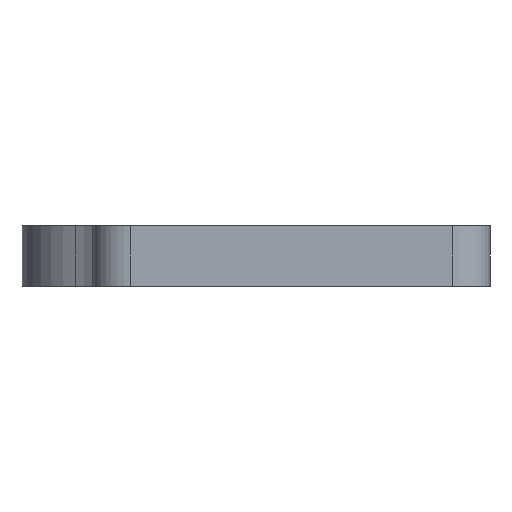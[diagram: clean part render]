
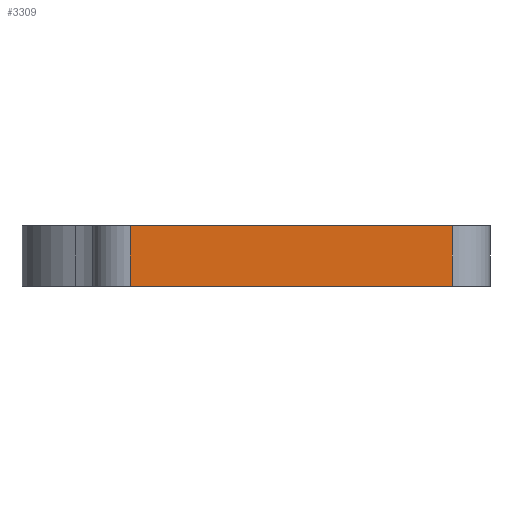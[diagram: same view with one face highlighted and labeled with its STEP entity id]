
A CAD part, front view. The second image highlights one B-rep face of the part: STEP entity #3309.
In plain terms, the highlighted planar face has unit normal (0, -1, 0).
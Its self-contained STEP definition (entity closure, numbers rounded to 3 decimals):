
#426=LINE('',#7573,#710);
#429=LINE('',#7585,#713);
#486=LINE('',#7891,#770);
#491=LINE('',#7899,#775);
#710=VECTOR('',#3954,6.35);
#713=VECTOR('',#3965,6.35);
#770=VECTOR('',#4300,34.);
#775=VECTOR('',#4309,34.);
#949=FACE_OUTER_BOUND('',#1137,.T.);
#1137=EDGE_LOOP('',(#2884,#2885,#2886,#2887));
#1494=VERTEX_POINT('',#7569);
#1496=VERTEX_POINT('',#7572);
#1499=VERTEX_POINT('',#7579);
#1501=VERTEX_POINT('',#7583);
#1920=EDGE_CURVE('',#1496,#1494,#426,.F.);
#1926=EDGE_CURVE('',#1499,#1501,#429,.T.);
#2080=EDGE_CURVE('',#1494,#1499,#486,.T.);
#2086=EDGE_CURVE('',#1496,#1501,#491,.T.);
#2884=ORIENTED_EDGE('',*,*,#2080,.T.);
#2885=ORIENTED_EDGE('',*,*,#1926,.T.);
#2886=ORIENTED_EDGE('',*,*,#2086,.F.);
#2887=ORIENTED_EDGE('',*,*,#1920,.T.);
#3144=PLANE('',#3564);
#3309=ADVANCED_FACE('',(#949),#3144,.T.);
#3564=AXIS2_PLACEMENT_3D('',#7898,#4307,#4308);
#3954=DIRECTION('',(0.,0.,-1.));
#3965=DIRECTION('',(0.,0.,-1.));
#4300=DIRECTION('',(-1.,0.,0.));
#4307=DIRECTION('center_axis',(0.,-1.,0.));
#4308=DIRECTION('ref_axis',(0.,0.,-1.));
#4309=DIRECTION('',(-1.,0.,0.));
#7569=CARTESIAN_POINT('',(24.45,-96.285,6.35));
#7572=CARTESIAN_POINT('',(24.45,-96.285,0.));
#7573=CARTESIAN_POINT('',(24.45,-96.285,6.35));
#7579=CARTESIAN_POINT('',(-9.55,-96.285,6.35));
#7583=CARTESIAN_POINT('',(-9.55,-96.285,0.));
#7585=CARTESIAN_POINT('',(-9.55,-96.285,6.35));
#7891=CARTESIAN_POINT('',(24.45,-96.285,6.35));
#7898=CARTESIAN_POINT('Origin',(0.,-96.285,6.35));
#7899=CARTESIAN_POINT('',(24.45,-96.285,0.));
